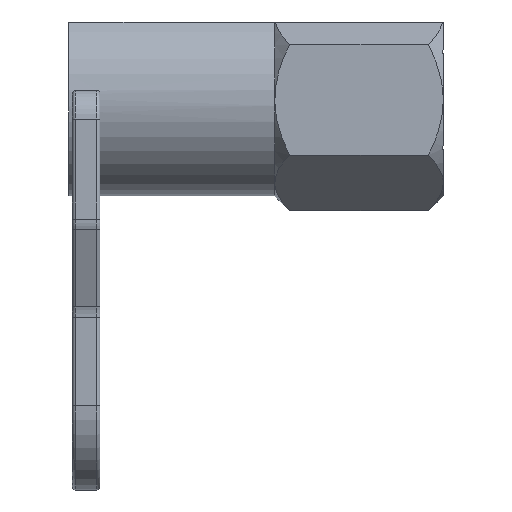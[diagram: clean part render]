
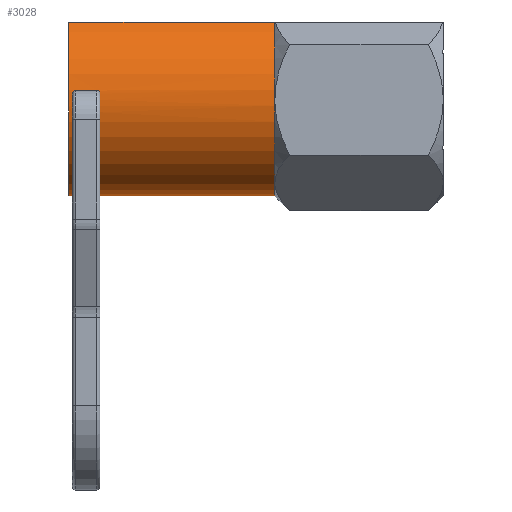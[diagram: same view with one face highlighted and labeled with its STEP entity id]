
A CAD part, left-side view. The second image highlights one B-rep face of the part: STEP entity #3028.
In plain terms, the highlighted cylindrical face has radius 15.372 mm (diameter 30.744 mm), a partial arc.
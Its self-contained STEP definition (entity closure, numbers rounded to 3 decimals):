
#2113 = DIRECTION ( 'NONE',  ( 0., 0., 1. ) ) ;
#2114 = DIRECTION ( 'NONE',  ( 0., -1., 0. ) ) ;
#2115 = AXIS2_PLACEMENT_3D ( 'NONE', #2124, #2114, #2113 ) ;
#2116 = CIRCLE ( 'NONE', #2115, 15.372 ) ;
#2117 = CARTESIAN_POINT ( 'NONE',  ( -15.298, 58.9, 1.5 ) ) ;
#2118 = CARTESIAN_POINT ( 'NONE',  ( -15.298, 59.036, 1.5 ) ) ;
#2119 = CARTESIAN_POINT ( 'NONE',  ( -15.305, 59.167, 1.44 ) ) ;
#2120 = CARTESIAN_POINT ( 'NONE',  ( -15.322, 59.349, 1.244 ) ) ;
#2121 = CARTESIAN_POINT ( 'NONE',  ( -15.332, 59.4, 1.111 ) ) ;
#2122 = CARTESIAN_POINT ( 'NONE',  ( -15.341, 59.4, 0.976 ) ) ;
#2123 = CARTESIAN_POINT ( 'NONE',  ( -15.298, 58.9, 1.5 ) ) ;
#2124 = CARTESIAN_POINT ( 'NONE',  ( 0., 59.4, 0. ) ) ;
#2125 = B_SPLINE_CURVE_WITH_KNOTS ( 'NONE', 3,
 ( #2122, #2121, #2120, #2119, #2118, #2117 ),
 .UNSPECIFIED., .F., .F.,
 ( 4, 2, 4 ),
 ( 0., 0., 0.001 ),
 .UNSPECIFIED. ) ;
#2126 = CARTESIAN_POINT ( 'NONE',  ( -15.341, 59.4, 0.976 ) ) ;
#2130 = LINE ( 'NONE', #2194, #2193 ) ;
#2131 = DIRECTION ( 'NONE',  ( 0., 1., 0. ) ) ;
#2132 = VECTOR ( 'NONE', #2131, 1000. ) ;
#2133 = CARTESIAN_POINT ( 'NONE',  ( -8.98, 27., 12.476 ) ) ;
#2134 = LINE ( 'NONE', #2133, #2132 ) ;
#2135 = CARTESIAN_POINT ( 'NONE',  ( -8.98, 27., 12.476 ) ) ;
#2137 = DIRECTION ( 'NONE',  ( 0., 0., 1. ) ) ;
#2138 = DIRECTION ( 'NONE',  ( 0., 1., 0. ) ) ;
#2139 = CARTESIAN_POINT ( 'NONE',  ( 0., 27., 0. ) ) ;
#2140 = AXIS2_PLACEMENT_3D ( 'NONE', #2139, #2138, #2137 ) ;
#2141 = CIRCLE ( 'NONE', #2140, 15.372 ) ;
#2179 = DIRECTION ( 'NONE',  ( 0., 0., -1. ) ) ;
#2180 = DIRECTION ( 'NONE',  ( 0., -1., 0. ) ) ;
#2181 = AXIS2_PLACEMENT_3D ( 'NONE', #2183, #2180, #2179 ) ;
#2182 = CYLINDRICAL_SURFACE ( 'NONE', #2181, 15.372 ) ;
#2183 = CARTESIAN_POINT ( 'NONE',  ( 0., 60., 0. ) ) ;
#2184 = FACE_OUTER_BOUND ( 'NONE', #3090, .T. ) ;
#2185 = FACE_BOUND ( 'NONE', #3022, .T. ) ;
#2186 = CARTESIAN_POINT ( 'NONE',  ( -15.241, 55., -2. ) ) ;
#2187 = DIRECTION ( 'NONE',  ( 0., 1., 0. ) ) ;
#2188 = VECTOR ( 'NONE', #2187, 1000. ) ;
#2189 = CARTESIAN_POINT ( 'NONE',  ( -15.241, -0.001, -2. ) ) ;
#2190 = LINE ( 'NONE', #2189, #2188 ) ;
#2191 = CARTESIAN_POINT ( 'NONE',  ( -15.241, 59.4, -2. ) ) ;
#2192 = DIRECTION ( 'NONE',  ( 0., -1., 0. ) ) ;
#2193 = VECTOR ( 'NONE', #2192, 1000. ) ;
#2194 = CARTESIAN_POINT ( 'NONE',  ( 0., 60., -15.372 ) ) ;
#2279 = B_SPLINE_CURVE_WITH_KNOTS ( 'NONE', 3,
 ( #2339, #2338, #2337, #2336, #2335, #2334 ),
 .UNSPECIFIED., .F., .F.,
 ( 4, 2, 4 ),
 ( 0., 0., 0.001 ),
 .UNSPECIFIED. ) ;
#2281 = CARTESIAN_POINT ( 'NONE',  ( -15.341, 55., 0.976 ) ) ;
#2282 = DIRECTION ( 'NONE',  ( 0., 0., 1. ) ) ;
#2283 = DIRECTION ( 'NONE',  ( 0., -1., 0. ) ) ;
#2284 = AXIS2_PLACEMENT_3D ( 'NONE', #2291, #2283, #2282 ) ;
#2285 = CIRCLE ( 'NONE', #2284, 15.372 ) ;
#2286 = DIRECTION ( 'NONE',  ( 0., 0., 1. ) ) ;
#2287 = DIRECTION ( 'NONE',  ( 0., 1., 0. ) ) ;
#2288 = CARTESIAN_POINT ( 'NONE',  ( 0., 60., 0. ) ) ;
#2289 = AXIS2_PLACEMENT_3D ( 'NONE', #2288, #2287, #2286 ) ;
#2290 = CIRCLE ( 'NONE', #2289, 15.372 ) ;
#2291 = CARTESIAN_POINT ( 'NONE',  ( 0., 55., 0. ) ) ;
#2292 = CARTESIAN_POINT ( 'NONE',  ( 0., 60., -15.372 ) ) ;
#2302 = CARTESIAN_POINT ( 'NONE',  ( -8.98, 60., 12.476 ) ) ;
#2305 = CARTESIAN_POINT ( 'NONE',  ( 0., 27., -15.372 ) ) ;
#2331 = DIRECTION ( 'NONE',  ( 0., -1., 0. ) ) ;
#2332 = VECTOR ( 'NONE', #2331, 1000. ) ;
#2333 = CARTESIAN_POINT ( 'NONE',  ( -15.298, 59.4, 1.5 ) ) ;
#2334 = CARTESIAN_POINT ( 'NONE',  ( -15.341, 55., 0.976 ) ) ;
#2335 = CARTESIAN_POINT ( 'NONE',  ( -15.332, 55., 1.111 ) ) ;
#2336 = CARTESIAN_POINT ( 'NONE',  ( -15.322, 55.051, 1.245 ) ) ;
#2337 = CARTESIAN_POINT ( 'NONE',  ( -15.305, 55.233, 1.44 ) ) ;
#2338 = CARTESIAN_POINT ( 'NONE',  ( -15.298, 55.365, 1.5 ) ) ;
#2339 = CARTESIAN_POINT ( 'NONE',  ( -15.298, 55.5, 1.5 ) ) ;
#2340 = LINE ( 'NONE', #2333, #2332 ) ;
#2341 = CARTESIAN_POINT ( 'NONE',  ( -15.298, 55.5, 1.5 ) ) ;
#2990 = ORIENTED_EDGE ( 'NONE', *, *, #3099, .T. ) ;
#2994 = VERTEX_POINT ( 'NONE', #2126 ) ;
#2995 = ORIENTED_EDGE ( 'NONE', *, *, #2999, .F. ) ;
#2996 = EDGE_CURVE ( 'NONE', #2994, #3000, #2125, .T. ) ;
#2998 = ORIENTED_EDGE ( 'NONE', *, *, #2996, .T. ) ;
#2999 = EDGE_CURVE ( 'NONE', #2994, #3024, #2116, .T. ) ;
#3000 = VERTEX_POINT ( 'NONE', #2123 ) ;
#3008 = ORIENTED_EDGE ( 'NONE', *, *, #3015, .T. ) ;
#3012 = ORIENTED_EDGE ( 'NONE', *, *, #3019, .T. ) ;
#3015 = EDGE_CURVE ( 'NONE', #3084, #3017, #2141, .T. ) ;
#3017 = VERTEX_POINT ( 'NONE', #2135 ) ;
#3019 = EDGE_CURVE ( 'NONE', #3017, #3086, #2134, .T. ) ;
#3021 = ORIENTED_EDGE ( 'NONE', *, *, #3023, .T. ) ;
#3022 = EDGE_LOOP ( 'NONE', ( #3026, #2995, #2998, #2990, #3096, #3092 ) ) ;
#3023 = EDGE_CURVE ( 'NONE', #3088, #3084, #2130, .T. ) ;
#3024 = VERTEX_POINT ( 'NONE', #2191 ) ;
#3025 = EDGE_CURVE ( 'NONE', #3027, #3024, #2190, .T. ) ;
#3026 = ORIENTED_EDGE ( 'NONE', *, *, #3025, .T. ) ;
#3027 = VERTEX_POINT ( 'NONE', #2186 ) ;
#3028 = ADVANCED_FACE ( 'NONE', ( #2185, #2184 ), #2182, .T. ) ;
#3084 = VERTEX_POINT ( 'NONE', #2305 ) ;
#3086 = VERTEX_POINT ( 'NONE', #2302 ) ;
#3088 = VERTEX_POINT ( 'NONE', #2292 ) ;
#3089 = EDGE_CURVE ( 'NONE', #3088, #3086, #2290, .T. ) ;
#3090 = EDGE_LOOP ( 'NONE', ( #3091, #3021, #3008, #3012 ) ) ;
#3091 = ORIENTED_EDGE ( 'NONE', *, *, #3089, .F. ) ;
#3092 = ORIENTED_EDGE ( 'NONE', *, *, #3093, .T. ) ;
#3093 = EDGE_CURVE ( 'NONE', #3094, #3027, #2285, .T. ) ;
#3094 = VERTEX_POINT ( 'NONE', #2281 ) ;
#3096 = ORIENTED_EDGE ( 'NONE', *, *, #3097, .T. ) ;
#3097 = EDGE_CURVE ( 'NONE', #3098, #3094, #2279, .T. ) ;
#3098 = VERTEX_POINT ( 'NONE', #2341 ) ;
#3099 = EDGE_CURVE ( 'NONE', #3000, #3098, #2340, .T. ) ;
